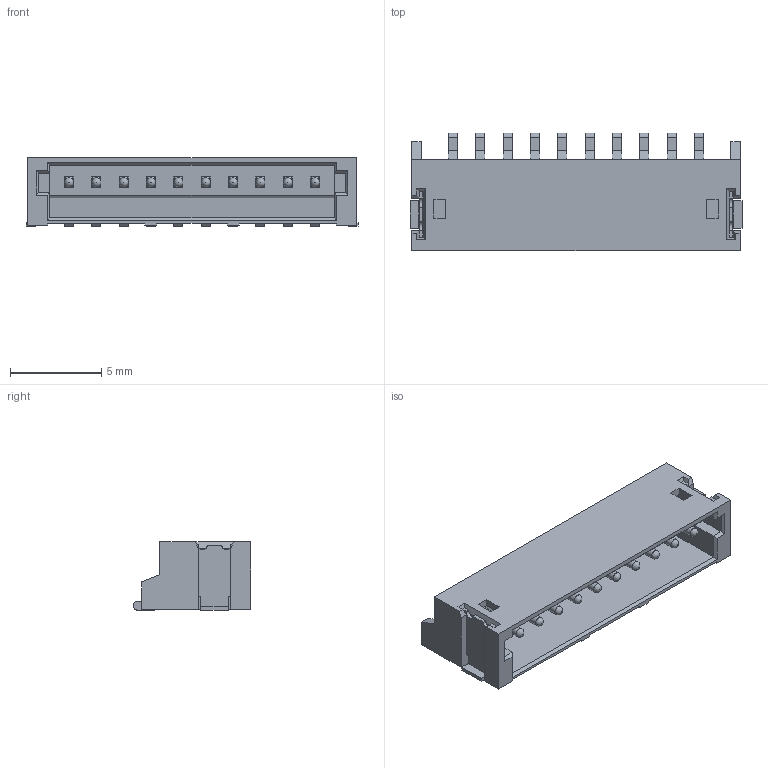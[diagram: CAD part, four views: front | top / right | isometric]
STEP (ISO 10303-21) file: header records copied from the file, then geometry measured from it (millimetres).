
FILE_DESCRIPTION(/* description */ ('Unknown'),/* implementation_level */ '2;1');
FILE_NAME(/* name */ '648110131822',/* time_stamp */ '2023-03-22T16:53:06+01:00',/* author */ ('Unknown'),/* organization */ ('Unknown'),/* preprocessor_version */ 'ST-DEVELOPER v18.102',/* originating_system */ 'Solid Edge',/* authorisation */ 'Unknown');
FILE_SCHEMA (('AUTOMOTIVE_DESIGN {1 0 10303 214 3 1 1}'));
Length unit declared in the file: millimetre
Products named in the file (4): 6481xx131822; 648110131822; 6481xx131822_PIN; 6481xx131822_PATTE
Assembly tree (13 placements, depth 2):
  6481xx131822
    648110131822
    6481xx131822_PIN  x10
    6481xx131822_PATTE  x2
Bounding box: 18.21 x 6.47 x 3.75 mm (x, y, z)
Volume: 136.2 mm3; surface area: 749 mm2
Topology: 13 solids, 13 shells, 441 faces, 1202 edges, 742 vertices
Faces by surface type: plane 339, bspline 40, cylinder 32, torus 30
Full cylindrical faces by diameter (mm): 0.5 x10
Entity records: 7840 total; most frequent: CARTESIAN_POINT 1437, ORIENTED_EDGE 1352, DIRECTION 1194, EDGE_CURVE 676, LINE 648, VECTOR 648, VERTEX_POINT 440, AXIS2_PLACEMENT_3D 273
